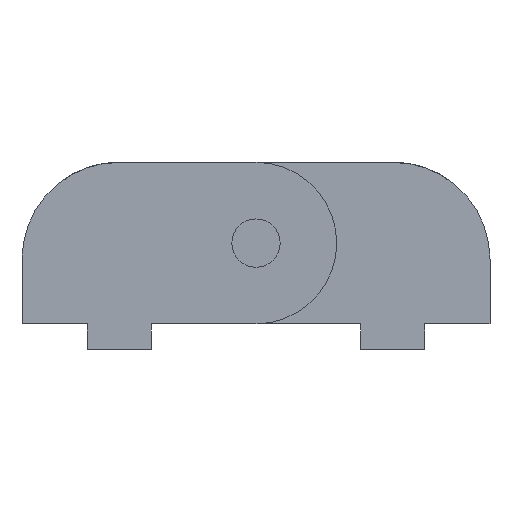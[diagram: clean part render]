
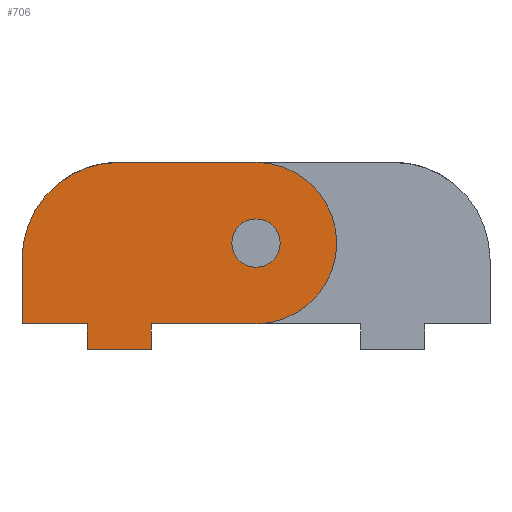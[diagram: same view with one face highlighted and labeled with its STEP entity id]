
A CAD part, front view. The second image highlights one B-rep face of the part: STEP entity #706.
In plain terms, the highlighted planar face has unit normal (0, -1, 0).
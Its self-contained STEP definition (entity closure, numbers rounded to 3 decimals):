
#132=CARTESIAN_POINT('',(0.623,-0.375,0.313));
#133=VERTEX_POINT('',#132);
#149=CARTESIAN_POINT('',(0.436,-0.375,0.312));
#150=VERTEX_POINT('',#149);
#157=CARTESIAN_POINT('',(0.529,-0.375,0.313));
#158=DIRECTION('',(0.0,1.0,0.0));
#159=DIRECTION('',(1.0,0.0,0.0));
#160=AXIS2_PLACEMENT_3D('',#157,#158,#159);
#161=CIRCLE('',#160,0.094);
#162=EDGE_CURVE('',#133,#150,#161,.T.);
#350=CARTESIAN_POINT('',(-0.002,-0.375,0.625));
#351=VERTEX_POINT('',#350);
#358=CARTESIAN_POINT('',(0.529,-0.375,0.625));
#359=VERTEX_POINT('',#358);
#360=CARTESIAN_POINT('',(-0.002,-0.375,0.625));
#361=DIRECTION('',(1.0,0.0,0.0));
#362=VECTOR('',#361,0.531);
#363=LINE('',#360,#362);
#364=EDGE_CURVE('',#351,#359,#363,.T.);
#397=CARTESIAN_POINT('',(0.529,-0.375,0.313));
#398=DIRECTION('',(0.0,1.0,0.0));
#399=DIRECTION('',(1.0,0.0,0.0));
#400=AXIS2_PLACEMENT_3D('',#397,#398,#399);
#401=CIRCLE('',#400,0.094);
#402=EDGE_CURVE('',#150,#133,#401,.T.);
#420=CARTESIAN_POINT('',(-0.125,-0.375,0.0));
#421=VERTEX_POINT('',#420);
#422=CARTESIAN_POINT('',(-0.377,-0.375,0.0));
#423=VERTEX_POINT('',#422);
#424=CARTESIAN_POINT('',(-0.125,-0.375,0.));
#425=DIRECTION('',(-1.0,0.0,0.0));
#426=VECTOR('',#425,0.252);
#427=LINE('',#424,#426);
#428=EDGE_CURVE('',#421,#423,#427,.T.);
#460=CARTESIAN_POINT('',(-0.377,-0.375,0.25));
#461=VERTEX_POINT('',#460);
#462=CARTESIAN_POINT('',(-0.377,-0.375,0.0));
#463=DIRECTION('',(0.0,0.0,1.0));
#464=VECTOR('',#463,0.25);
#465=LINE('',#462,#464);
#466=EDGE_CURVE('',#423,#461,#465,.T.);
#502=CARTESIAN_POINT('',(-0.002,-0.375,0.25));
#503=DIRECTION('',(0.0,1.0,0.0));
#504=DIRECTION('',(1.0,0.0,0.0));
#505=AXIS2_PLACEMENT_3D('',#502,#503,#504);
#506=CIRCLE('',#505,0.375);
#507=EDGE_CURVE('',#461,#351,#506,.T.);
#518=CARTESIAN_POINT('',(0.529,-0.375,0.));
#519=VERTEX_POINT('',#518);
#520=CARTESIAN_POINT('',(0.529,-0.375,0.313));
#521=DIRECTION('',(0.0,1.0,0.0));
#522=DIRECTION('',(1.0,0.0,0.0));
#523=AXIS2_PLACEMENT_3D('',#520,#521,#522);
#524=CIRCLE('',#523,0.313);
#525=EDGE_CURVE('',#359,#519,#524,.T.);
#551=CARTESIAN_POINT('',(0.124,-0.375,0.));
#552=VERTEX_POINT('',#551);
#553=CARTESIAN_POINT('',(0.529,-0.375,0.));
#554=DIRECTION('',(-1.0,0.0,0.0));
#555=VECTOR('',#554,0.405);
#556=LINE('',#553,#555);
#557=EDGE_CURVE('',#519,#552,#556,.T.);
#582=CARTESIAN_POINT('',(0.124,-0.375,-0.1));
#583=VERTEX_POINT('',#582);
#584=CARTESIAN_POINT('',(0.124,-0.375,0.));
#585=DIRECTION('',(0.0,0.0,-1.0));
#586=VECTOR('',#585,0.1);
#587=LINE('',#584,#586);
#588=EDGE_CURVE('',#552,#583,#587,.T.);
#613=CARTESIAN_POINT('',(-0.125,-0.375,-0.1));
#614=VERTEX_POINT('',#613);
#615=CARTESIAN_POINT('',(0.124,-0.375,-0.1));
#616=DIRECTION('',(-1.0,0.0,0.0));
#617=VECTOR('',#616,0.249);
#618=LINE('',#615,#617);
#619=EDGE_CURVE('',#583,#614,#618,.T.);
#648=CARTESIAN_POINT('',(-0.125,-0.375,-0.1));
#649=DIRECTION('',(0.0,0.0,1.0));
#650=VECTOR('',#649,0.1);
#651=LINE('',#648,#650);
#652=EDGE_CURVE('',#614,#421,#651,.T.);
#686=CARTESIAN_POINT('',(-0.125,-0.375,0.0));
#687=DIRECTION('',(0.0,1.0,0.0));
#688=DIRECTION('',(0.0,0.0,1.0));
#689=AXIS2_PLACEMENT_3D('',#686,#687,#688);
#690=PLANE('',#689);
#691=ORIENTED_EDGE('',*,*,#428,.F.);
#692=ORIENTED_EDGE('',*,*,#652,.F.);
#693=ORIENTED_EDGE('',*,*,#619,.F.);
#694=ORIENTED_EDGE('',*,*,#588,.F.);
#695=ORIENTED_EDGE('',*,*,#557,.F.);
#696=ORIENTED_EDGE('',*,*,#525,.F.);
#697=ORIENTED_EDGE('',*,*,#364,.F.);
#698=ORIENTED_EDGE('',*,*,#507,.F.);
#699=ORIENTED_EDGE('',*,*,#466,.F.);
#700=EDGE_LOOP('',(#691,#692,#693,#694,#695,#696,#697,#698,#699));
#701=FACE_OUTER_BOUND('',#700,.T.);
#702=ORIENTED_EDGE('',*,*,#402,.T.);
#703=ORIENTED_EDGE('',*,*,#162,.T.);
#704=EDGE_LOOP('',(#702,#703));
#705=FACE_BOUND('',#704,.T.);
#706=ADVANCED_FACE('',(#701,#705),#690,.F.);
